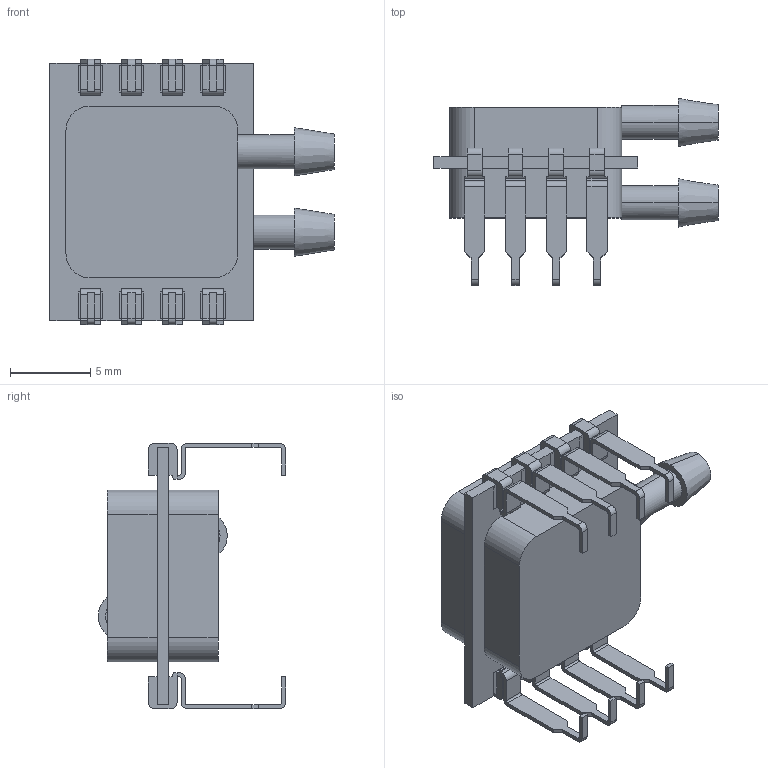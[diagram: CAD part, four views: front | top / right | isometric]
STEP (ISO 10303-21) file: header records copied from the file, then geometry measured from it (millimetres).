
FILE_DESCRIPTION (( 'STEP AP203' ), '1' );
FILE_NAME ('F1SL_SM.STEP', '2021-07-28T16:28:39', ( '' ), ( '' ), 'SwSTEP 2.0', 'SolidWorks 2010', '' );
FILE_SCHEMA (( 'CONFIG_CONTROL_DESIGN' ));
Length unit declared in the file: inch
Products named in the file (1): F1SL_SM
Bounding box: 17.69 x 11.66 x 16.51 mm (x, y, z)
Volume: 924.2 mm3; surface area: 1066.3 mm2
Topology: 1 solids, 1 shells, 479 faces, 1390 edges, 920 vertices
Faces by surface type: plane 371, cylinder 104, cone 4
Entity records: 15723 total; most frequent: CARTESIAN_POINT 2790, ORIENTED_EDGE 2780, DIRECTION 2570, EDGE_CURVE 1390, LINE 1170, VECTOR 1170, VERTEX_POINT 920, AXIS2_PLACEMENT_3D 700
